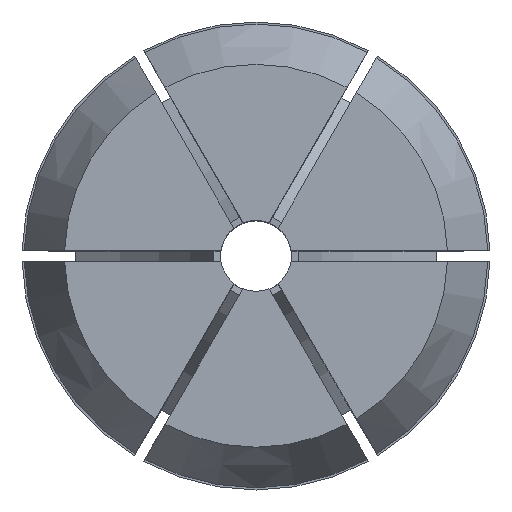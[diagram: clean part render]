
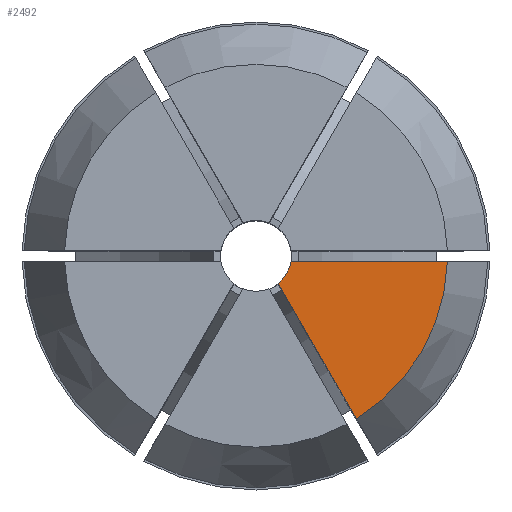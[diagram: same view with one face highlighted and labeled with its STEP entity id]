
A CAD part, top view. The second image highlights one B-rep face of the part: STEP entity #2492.
In plain terms, the highlighted planar face has unit normal (0, 0, 1).
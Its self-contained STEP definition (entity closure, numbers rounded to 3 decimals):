
#3 = VERTEX_POINT ( 'NONE', #853 ) ;
#99 = VERTEX_POINT ( 'NONE', #1183 ) ;
#101 = DIRECTION ( 'NONE',  ( 1., 0., 0. ) ) ;
#149 = CIRCLE ( 'NONE', #958, 13.499 ) ;
#188 = DIRECTION ( 'NONE',  ( 0., 0., 1. ) ) ;
#271 = CIRCLE ( 'NONE', #1570, 2.5 ) ;
#436 = DIRECTION ( 'NONE',  ( 1., 0., 0. ) ) ;
#576 = CARTESIAN_POINT ( 'NONE',  ( -5.521, 10.312, 40. ) ) ;
#629 = VECTOR ( 'NONE', #2103, 1000. ) ;
#649 = VECTOR ( 'NONE', #2337, 1000. ) ;
#792 = VERTEX_POINT ( 'NONE', #3094 ) ;
#831 = LINE ( 'NONE', #2833, #649 ) ;
#853 = CARTESIAN_POINT ( 'NONE',  ( 7.072, -11.499, 40. ) ) ;
#889 = ORIENTED_EDGE ( 'NONE', *, *, #2748, .F. ) ;
#958 = AXIS2_PLACEMENT_3D ( 'NONE', #2503, #1220, #969 ) ;
#969 = DIRECTION ( 'NONE',  ( -1., 0., 0. ) ) ;
#1090 = CARTESIAN_POINT ( 'NONE',  ( 0., 0., 40. ) ) ;
#1183 = CARTESIAN_POINT ( 'NONE',  ( 2.472, -0.375, 40. ) ) ;
#1220 = DIRECTION ( 'NONE',  ( 0., 0., -1. ) ) ;
#1456 = PLANE ( 'NONE',  #1963 ) ;
#1570 = AXIS2_PLACEMENT_3D ( 'NONE', #1090, #3131, #101 ) ;
#1600 = CARTESIAN_POINT ( 'NONE',  ( 1.561, -1.953, 40. ) ) ;
#1608 = EDGE_CURVE ( 'NONE', #792, #99, #831, .T. ) ;
#1687 = EDGE_CURVE ( 'NONE', #792, #3, #149, .T. ) ;
#1831 = ORIENTED_EDGE ( 'NONE', *, *, #2943, .T. ) ;
#1925 = ORIENTED_EDGE ( 'NONE', *, *, #1608, .T. ) ;
#1963 = AXIS2_PLACEMENT_3D ( 'NONE', #2046, #188, #436 ) ;
#2046 = CARTESIAN_POINT ( 'NONE',  ( 0., 13.499, 40. ) ) ;
#2103 = DIRECTION ( 'NONE',  ( 0.5, -0.866, 0. ) ) ;
#2200 = LINE ( 'NONE', #576, #629 ) ;
#2337 = DIRECTION ( 'NONE',  ( -1., 0., 0. ) ) ;
#2492 = ADVANCED_FACE ( 'NONE', ( #2969 ), #1456, .T. ) ;
#2503 = CARTESIAN_POINT ( 'NONE',  ( 0., 0., 40. ) ) ;
#2612 = VERTEX_POINT ( 'NONE', #1600 ) ;
#2748 = EDGE_CURVE ( 'NONE', #2612, #99, #271, .T. ) ;
#2833 = CARTESIAN_POINT ( 'NONE',  ( 0., -0.375, 40. ) ) ;
#2845 = EDGE_LOOP ( 'NONE', ( #889, #1831, #3123, #1925 ) ) ;
#2943 = EDGE_CURVE ( 'NONE', #2612, #3, #2200, .T. ) ;
#2969 = FACE_OUTER_BOUND ( 'NONE', #2845, .T. ) ;
#3094 = CARTESIAN_POINT ( 'NONE',  ( 13.494, -0.375, 40. ) ) ;
#3123 = ORIENTED_EDGE ( 'NONE', *, *, #1687, .F. ) ;
#3131 = DIRECTION ( 'NONE',  ( 0., 0., 1. ) ) ;
